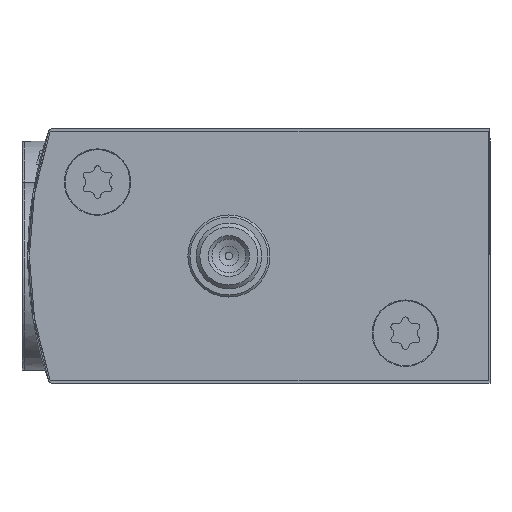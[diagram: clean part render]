
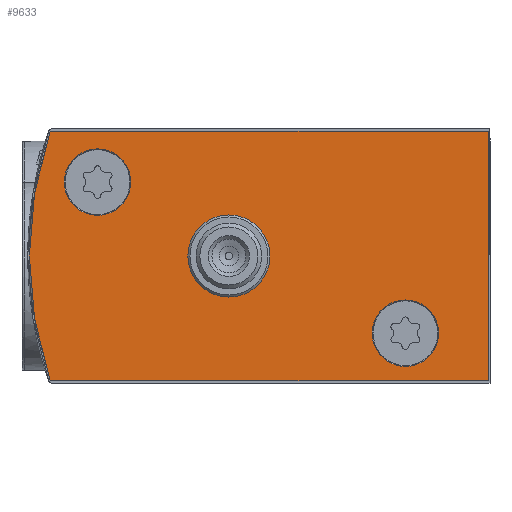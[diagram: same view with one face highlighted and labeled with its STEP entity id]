
A CAD part, left-side view. The second image highlights one B-rep face of the part: STEP entity #9633.
In plain terms, the highlighted planar face has unit normal (-1, 0, 0).
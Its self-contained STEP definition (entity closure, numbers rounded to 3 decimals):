
#919=LINE('',#17423,#1783);
#927=LINE('',#17457,#1791);
#933=LINE('',#17474,#1797);
#1783=VECTOR('',#14373,1000.);
#1791=VECTOR('',#14405,1000.);
#1797=VECTOR('',#14421,1000.);
#3794=ORIENTED_EDGE('',*,*,#5638,.F.);
#3795=ORIENTED_EDGE('',*,*,#5639,.T.);
#3796=ORIENTED_EDGE('',*,*,#5640,.T.);
#3797=ORIENTED_EDGE('',*,*,#5599,.F.);
#3798=ORIENTED_EDGE('',*,*,#5532,.F.);
#3799=ORIENTED_EDGE('',*,*,#5634,.F.);
#3800=ORIENTED_EDGE('',*,*,#5631,.F.);
#3801=ORIENTED_EDGE('',*,*,#5621,.F.);
#3802=ORIENTED_EDGE('',*,*,#5602,.F.);
#5532=EDGE_CURVE('',#6626,#6627,#7227,.T.);
#5599=EDGE_CURVE('',#6627,#6686,#7264,.T.);
#5602=EDGE_CURVE('',#6686,#6688,#919,.T.);
#5621=EDGE_CURVE('',#6688,#6702,#927,.T.);
#5631=EDGE_CURVE('',#6702,#6708,#933,.T.);
#5634=EDGE_CURVE('',#6708,#6626,#7281,.T.);
#5638=EDGE_CURVE('',#6712,#6712,#7285,.F.);
#5639=EDGE_CURVE('',#6713,#6713,#7286,.T.);
#5640=EDGE_CURVE('',#6714,#6714,#7287,.T.);
#6626=VERTEX_POINT('',#17278);
#6627=VERTEX_POINT('',#17279);
#6686=VERTEX_POINT('',#17418);
#6688=VERTEX_POINT('',#17424);
#6702=VERTEX_POINT('',#17458);
#6708=VERTEX_POINT('',#17475);
#6712=VERTEX_POINT('',#17489);
#6713=VERTEX_POINT('',#17491);
#6714=VERTEX_POINT('',#17493);
#7227=CIRCLE('',#12076,46.5);
#7264=CIRCLE('',#12126,0.2);
#7281=CIRCLE('',#12147,0.2);
#7285=CIRCLE('',#12153,5.);
#7286=CIRCLE('',#12154,4.05);
#7287=CIRCLE('',#12155,4.05);
#7880=EDGE_LOOP('',(#3794));
#7881=EDGE_LOOP('',(#3795));
#7882=EDGE_LOOP('',(#3796));
#7883=EDGE_LOOP('',(#3797,#3798,#3799,#3800,#3801,#3802));
#8642=FACE_BOUND('',#7880,.T.);
#8643=FACE_BOUND('',#7881,.T.);
#8644=FACE_BOUND('',#7882,.T.);
#8645=FACE_BOUND('',#7883,.T.);
#9171=PLANE('',#12152);
#9633=ADVANCED_FACE('',(#8642,#8643,#8644,#8645),#9171,.F.);
#12076=AXIS2_PLACEMENT_3D('',#17277,#14236,#14237);
#12126=AXIS2_PLACEMENT_3D('',#17417,#14366,#14367);
#12147=AXIS2_PLACEMENT_3D('',#17480,#14426,#14427);
#12152=AXIS2_PLACEMENT_3D('',#17487,#14436,#14437);
#12153=AXIS2_PLACEMENT_3D('',#17488,#14438,#14439);
#12154=AXIS2_PLACEMENT_3D('',#17490,#14440,#14441);
#12155=AXIS2_PLACEMENT_3D('',#17492,#14442,#14443);
#14236=DIRECTION('',(1.,0.,0.));
#14237=DIRECTION('',(0.,0.,-1.));
#14366=DIRECTION('',(1.,0.,0.));
#14367=DIRECTION('',(0.,0.,-1.));
#14373=DIRECTION('',(0.,-1.,0.));
#14405=DIRECTION('',(0.,0.,-1.));
#14421=DIRECTION('',(0.,1.,0.));
#14426=DIRECTION('',(1.,0.,0.));
#14427=DIRECTION('',(0.,0.,-1.));
#14436=DIRECTION('',(1.,0.,0.));
#14437=DIRECTION('',(0.,0.,-1.));
#14438=DIRECTION('',(1.,0.,0.));
#14439=DIRECTION('',(0.,0.,-1.));
#14440=DIRECTION('',(1.,0.,0.));
#14441=DIRECTION('',(0.,0.,-1.));
#14442=DIRECTION('',(1.,0.,0.));
#14443=DIRECTION('',(0.,0.,-1.));
#17277=CARTESIAN_POINT('',(0.,9.6,0.));
#17278=CARTESIAN_POINT('',(0.,53.592,-15.065));
#17279=CARTESIAN_POINT('',(0.,53.592,15.065));
#17417=CARTESIAN_POINT('',(0.,53.403,15.));
#17418=CARTESIAN_POINT('',(0.,53.403,15.2));
#17423=CARTESIAN_POINT('',(0.,53.403,15.2));
#17424=CARTESIAN_POINT('',(0.,0.2,15.2));
#17457=CARTESIAN_POINT('',(0.,0.2,15.2));
#17458=CARTESIAN_POINT('',(0.,0.2,-15.2));
#17474=CARTESIAN_POINT('',(0.,0.2,-15.2));
#17475=CARTESIAN_POINT('',(0.,53.403,-15.2));
#17480=CARTESIAN_POINT('',(0.,53.403,-15.));
#17487=CARTESIAN_POINT('',(0.,53.403,15.));
#17488=CARTESIAN_POINT('',(0.,31.8,0.));
#17489=CARTESIAN_POINT('',(0.,31.8,-5.));
#17490=CARTESIAN_POINT('',(0.,47.8,9.));
#17491=CARTESIAN_POINT('',(0.,47.8,4.95));
#17492=CARTESIAN_POINT('',(0.,10.3,-9.4));
#17493=CARTESIAN_POINT('',(0.,10.3,-13.45));
